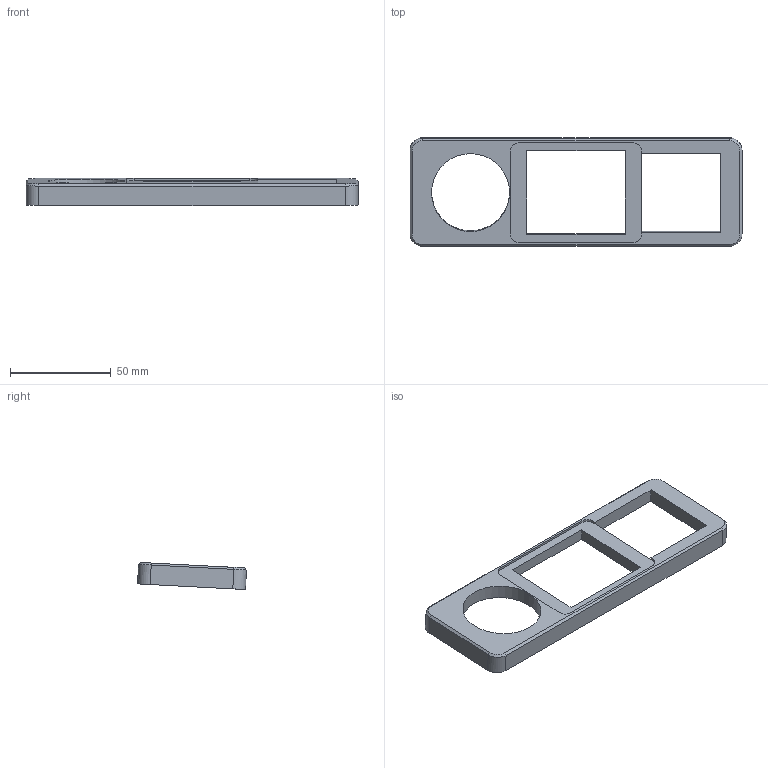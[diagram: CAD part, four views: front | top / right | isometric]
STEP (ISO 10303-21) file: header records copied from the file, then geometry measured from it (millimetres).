
FILE_DESCRIPTION(/* description */ (''),/* implementation_level */ '2;1');
FILE_NAME(/* name */ '1x4keys.step',/* time_stamp */ '2025-08-22T22:17:37+08:00',/* author */ (''),/* organization */ (''),/* preprocessor_version */ 'ST-DEVELOPER v20.1',/* originating_system */ 'Autodesk Translation Framework v14.4.0.0',/* authorisation */ '');
FILE_SCHEMA (('AUTOMOTIVE_DESIGN { 1 0 10303 214 3 1 1 }'));
Length unit declared in the file: millimetre
Products named in the file (1): 1x4keys
Bounding box: 164.4 x 53.93 x 13.41 mm (x, y, z)
Volume: 29733.1 mm3; surface area: 17290.5 mm2
Topology: 1 solids, 1 shells, 77 faces, 191 edges, 124 vertices
Faces by surface type: plane 44, cylinder 29, cone 4
Full cylindrical faces by diameter (mm): 3.2 x8, 38.625 x1
Entity records: 2332 total; most frequent: DIRECTION 409, CARTESIAN_POINT 393, ORIENTED_EDGE 382, EDGE_CURVE 191, AXIS2_PLACEMENT_3D 140, LINE 129, VECTOR 129, VERTEX_POINT 124
